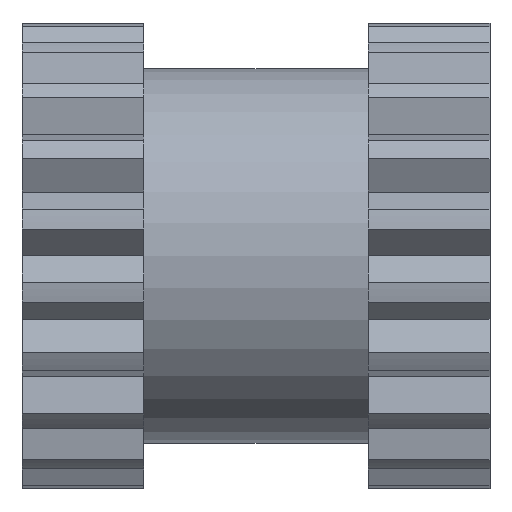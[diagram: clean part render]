
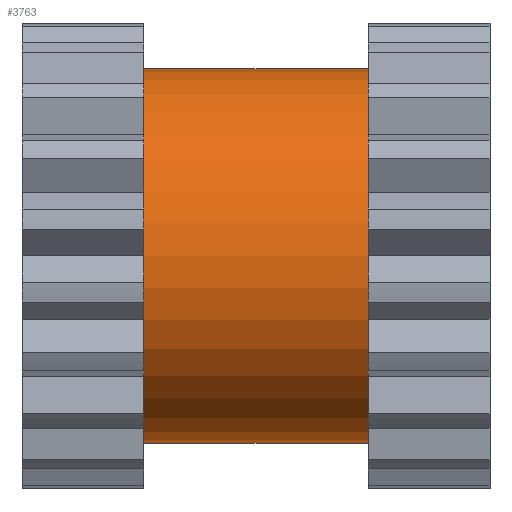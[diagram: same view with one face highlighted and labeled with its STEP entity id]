
A CAD part, top view. The second image highlights one B-rep face of the part: STEP entity #3763.
In plain terms, the highlighted cylindrical face has radius 2 mm (diameter 4 mm), a partial arc.
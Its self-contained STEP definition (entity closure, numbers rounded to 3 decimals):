
#616=CARTESIAN_POINT('',(3.7,0.,0.));
#617=DIRECTION('',(1.,0.,0.));
#618=DIRECTION('',(0.,0.,1.));
#619=AXIS2_PLACEMENT_3D('',#616,#617,#618);
#624=CARTESIAN_POINT('',(3.7,0.,0.));
#625=DIRECTION('',(1.,0.,0.));
#626=DIRECTION('',(0.,1.,0.));
#627=AXIS2_PLACEMENT_3D('',#624,#625,#626);
#1088=DIRECTION('',(-1.,0.,0.));
#1089=VECTOR('',#1088,2.4);
#1090=CARTESIAN_POINT('',(3.7,2.,0.));
#1091=LINE('',#1090,#1089);
#1095=DIRECTION('',(-1.,0.,0.));
#1096=VECTOR('',#1095,2.4);
#1097=CARTESIAN_POINT('',(3.7,-2.,0.));
#1098=LINE('',#1097,#1096);
#1542=CARTESIAN_POINT('',(1.3,0.,0.));
#1543=DIRECTION('',(-1.,0.,0.));
#1544=DIRECTION('',(0.,0.,1.));
#1545=AXIS2_PLACEMENT_3D('',#1542,#1543,#1544);
#1550=CARTESIAN_POINT('',(1.3,0.,0.));
#1551=DIRECTION('',(-1.,0.,0.));
#1552=DIRECTION('',(0.,-1.,0.));
#1553=AXIS2_PLACEMENT_3D('',#1550,#1551,#1552);
#3388=CARTESIAN_POINT('',(3.7,2.,0.));
#3389=CARTESIAN_POINT('',(1.3,2.,0.));
#3390=VERTEX_POINT('',#3388);
#3391=VERTEX_POINT('',#3389);
#3392=CARTESIAN_POINT('',(3.7,-2.,0.));
#3393=CARTESIAN_POINT('',(1.3,-2.,0.));
#3394=VERTEX_POINT('',#3392);
#3395=VERTEX_POINT('',#3393);
#3398=CARTESIAN_POINT('',(1.3,0.,2.));
#3399=VERTEX_POINT('',#3398);
#3400=CARTESIAN_POINT('',(3.7,0.,2.));
#3401=VERTEX_POINT('',#3400);
#3746=CARTESIAN_POINT('',(2.5,0.,0.));
#3747=DIRECTION('',(-1.,0.,0.));
#3748=DIRECTION('',(0.,1.,0.));
#3749=AXIS2_PLACEMENT_3D('',#3746,#3747,#3748);
#3750=CYLINDRICAL_SURFACE('',#3749,2.);
#3752=ORIENTED_EDGE('',*,*,#3751,.T.);
#3754=ORIENTED_EDGE('',*,*,#3753,.T.);
#3756=ORIENTED_EDGE('',*,*,#3755,.F.);
#3757=ORIENTED_EDGE('',*,*,#3737,.T.);
#3758=ORIENTED_EDGE('',*,*,#3735,.T.);
#3760=ORIENTED_EDGE('',*,*,#3759,.T.);
#3761=EDGE_LOOP('',(#3752,#3754,#3756,#3757,#3758,#3760));
#3762=FACE_OUTER_BOUND('',#3761,.F.);
#620=CIRCLE('',#619,2.);
#628=CIRCLE('',#627,2.);
#1546=CIRCLE('',#1545,2.);
#1554=CIRCLE('',#1553,2.);
#3735=EDGE_CURVE('',#3401,#3394,#620,.T.);
#3737=EDGE_CURVE('',#3390,#3401,#628,.T.);
#3751=EDGE_CURVE('',#3395,#3399,#1554,.T.);
#3753=EDGE_CURVE('',#3399,#3391,#1546,.T.);
#3755=EDGE_CURVE('',#3390,#3391,#1091,.T.);
#3759=EDGE_CURVE('',#3394,#3395,#1098,.T.);
#3763=ADVANCED_FACE('',(#3762),#3750,.T.);
